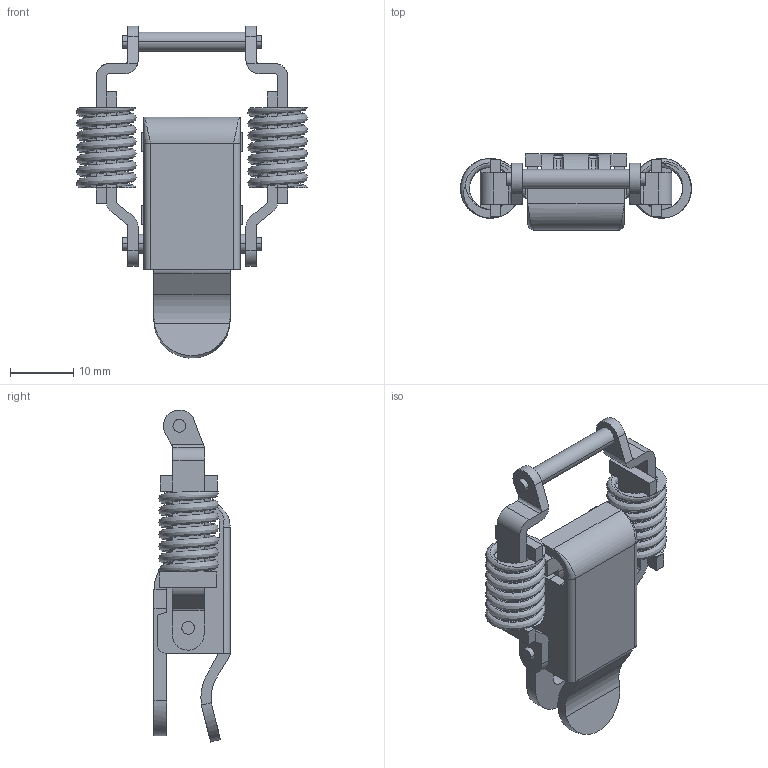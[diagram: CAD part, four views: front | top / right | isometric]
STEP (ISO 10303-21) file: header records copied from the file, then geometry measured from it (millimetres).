
FILE_DESCRIPTION((''),'2;1');
FILE_NAME('','2013-02-25T12:04:23',(''),(''),'','CADfix','');
FILE_SCHEMA(('AUTOMOTIVE_DESIGN { 1 0 10303 214 1 1 1 1 }'));
Length unit declared in the file: millimetre
Bounding box: 36.4 x 12 x 52.33 mm (x, y, z)
Volume: 4061.5 mm3; surface area: 6980.6 mm2
Topology: 10 solids, 10 shells, 257 faces, 717 edges, 482 vertices
Faces by surface type: bspline 257
Entity records: 14288 total; most frequent: CARTESIAN_POINT 10122, ORIENTED_EDGE 1430, EDGE_CURVE 715, VERTEX_POINT 482, QUASI_UNIFORM_CURVE 387, EDGE_LOOP 277, FACE_OUTER_BOUND 257, ADVANCED_FACE 257
